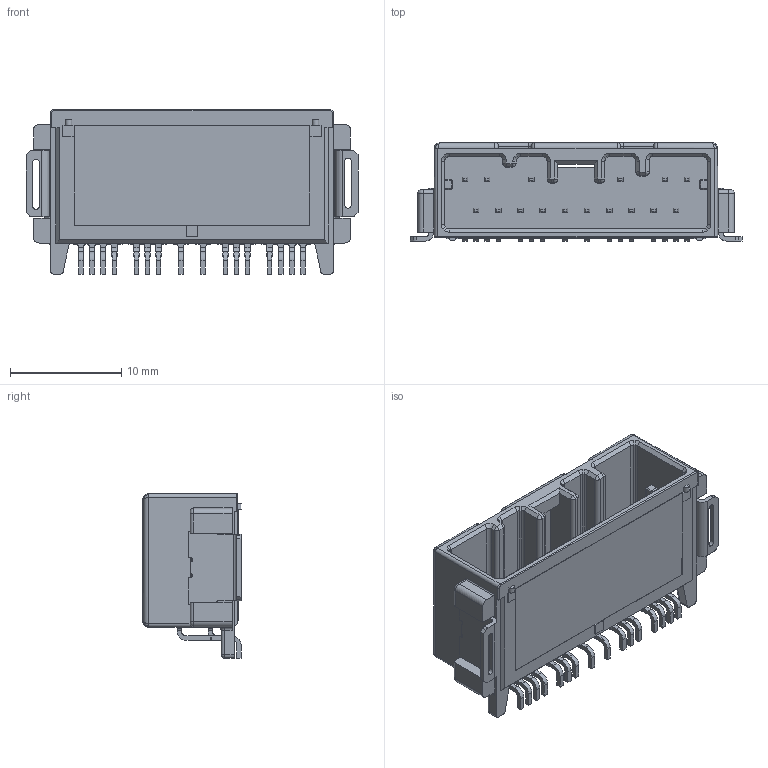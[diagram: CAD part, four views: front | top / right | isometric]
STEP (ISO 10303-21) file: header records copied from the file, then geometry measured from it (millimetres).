
FILE_DESCRIPTION(('Creo Elements/Direct Modeling STEP Export'),'2;1');
FILE_NAME('ZE05H-16DP-2H.stp','2020-02-14T10:01:20',(''),(''),'Creo Elements/Direct Modeling STEP processor for AP214 (Solid Model)','Creo Elements/Direct Modeling 19.0F 14-Feb-2017 (C) Parametric Technology GmbH','');
FILE_SCHEMA(('AUTOMOTIVE_DESIGN { 1 0 10303 214 1 1 1 1 }'));
Length unit declared in the file: millimetre
Products named in the file (2): Ver12
Assembly tree (1 placements, depth 2):
  Ver12
    Ver12
Bounding box: 29.9 x 8.84 x 14.8 mm (x, y, z)
Volume: 1085.2 mm3; surface area: 2631.6 mm2
Topology: 1 solids, 1 shells, 981 faces, 2594 edges, 1646 vertices
Faces by surface type: plane 650, cylinder 261, cone 30, torus 20, bspline 14, sphere 6
Entity records: 30231 total; most frequent: CARTESIAN_POINT 6186, ORIENTED_EDGE 5176, DIRECTION 4815, EDGE_CURVE 2588, VECTOR 1889, LINE 1889, VERTEX_POINT 1646, AXIS2_PLACEMENT_3D 1463
